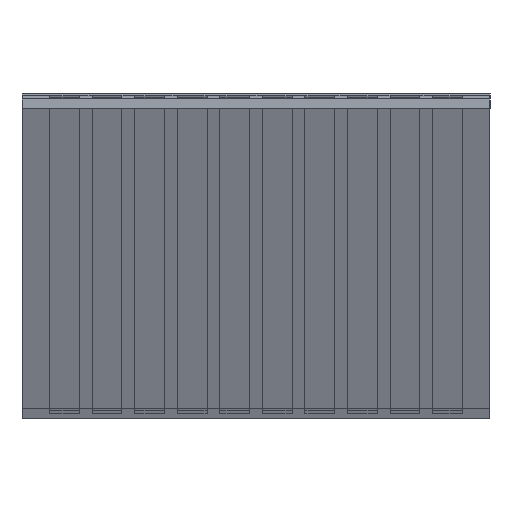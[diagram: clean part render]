
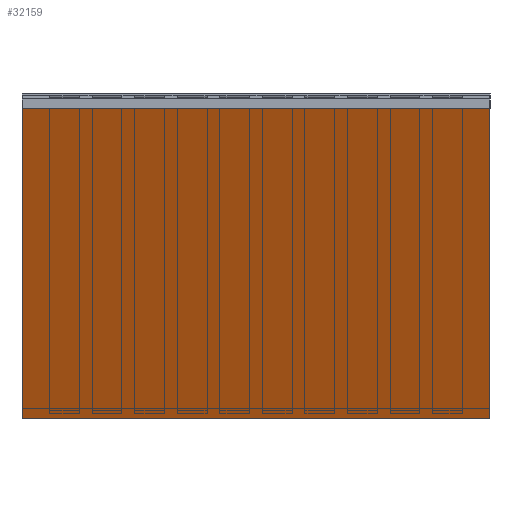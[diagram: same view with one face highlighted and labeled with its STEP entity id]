
A CAD part, left-side view. The second image highlights one B-rep face of the part: STEP entity #32159.
In plain terms, the highlighted planar face has unit normal (-0.913, 0, -0.407).
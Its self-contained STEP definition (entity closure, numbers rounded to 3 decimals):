
#602=ORIENTED_EDGE('',*,*,#7316,.T.);
#603=ORIENTED_EDGE('',*,*,#7650,.F.);
#604=ORIENTED_EDGE('',*,*,#7464,.F.);
#605=ORIENTED_EDGE('',*,*,#7652,.T.);
#7316=EDGE_CURVE('',#10875,#10874,#13230,.T.);
#7464=EDGE_CURVE('',#11020,#11021,#13378,.T.);
#7650=EDGE_CURVE('',#11021,#10874,#13564,.T.);
#7652=EDGE_CURVE('',#11020,#10875,#13566,.T.);
#10874=VERTEX_POINT('',#40554);
#10875=VERTEX_POINT('',#40556);
#11020=VERTEX_POINT('',#40850);
#11021=VERTEX_POINT('',#40852);
#13230=LINE('',#40555,#16787);
#13378=LINE('',#40851,#16935);
#13564=LINE('',#41211,#17121);
#13566=LINE('',#41216,#17123);
#16787=VECTOR('',#34565,1000.);
#16935=VECTOR('',#34717,1000.);
#17121=VECTOR('',#34965,1000.);
#17123=VECTOR('',#34973,1000.);
#20318=EDGE_LOOP('',(#602,#603,#604,#605));
#21502=FACE_BOUND('',#20318,.T.);
#22686=PLANE('',#33350);
#32159=ADVANCED_FACE('',(#21502),#22686,.F.);
#33350=AXIS2_PLACEMENT_3D('',#41215,#34971,#34972);
#34565=DIRECTION('',(-0.407,0.,0.913));
#34717=DIRECTION('',(-0.407,0.,0.913));
#34965=DIRECTION('',(0.,-1.,0.));
#34971=DIRECTION('',(0.913,0.,0.407));
#34972=DIRECTION('',(0.407,0.,-0.913));
#34973=DIRECTION('',(0.,-1.,0.));
#40554=CARTESIAN_POINT('',(35.04,0.,-0.167));
#40555=CARTESIAN_POINT('',(35.04,0.,-0.167));
#40556=CARTESIAN_POINT('',(38.34,0.,-7.575));
#40850=CARTESIAN_POINT('',(38.34,11.,-7.575));
#40851=CARTESIAN_POINT('',(35.04,11.,-0.167));
#40852=CARTESIAN_POINT('',(35.04,11.,-0.167));
#41211=CARTESIAN_POINT('',(35.04,11.,-0.167));
#41215=CARTESIAN_POINT('',(35.04,11.,-0.167));
#41216=CARTESIAN_POINT('',(38.34,11.,-7.575));
